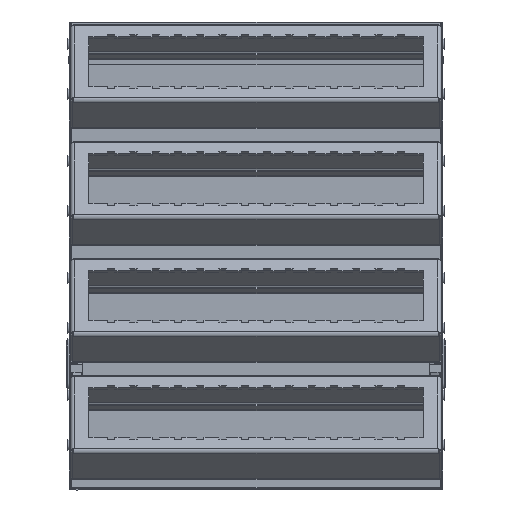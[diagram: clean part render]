
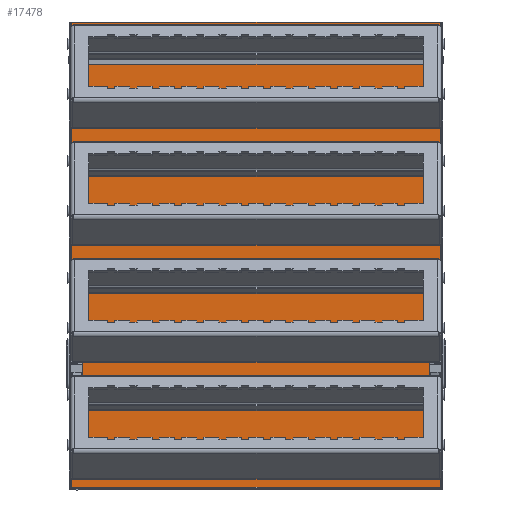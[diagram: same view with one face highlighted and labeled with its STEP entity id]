
A CAD part, front view. The second image highlights one B-rep face of the part: STEP entity #17478.
In plain terms, the highlighted face is planar.
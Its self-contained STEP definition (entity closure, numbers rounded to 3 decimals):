
#470=FACE_BOUND('',#2338,.T.);
#471=FACE_BOUND('',#2339,.T.);
#472=FACE_BOUND('',#2340,.T.);
#473=FACE_BOUND('',#2341,.T.);
#546=PLANE('',#18710);
#1358=FACE_OUTER_BOUND('',#2337,.T.);
#2337=EDGE_LOOP('',(#12595,#12596,#12597,#12598));
#2338=EDGE_LOOP('',(#12599));
#2339=EDGE_LOOP('',(#12600));
#2340=EDGE_LOOP('',(#12601));
#2341=EDGE_LOOP('',(#12602));
#3385=LINE('',#24903,#5635);
#3396=LINE('',#25061,#5646);
#3397=LINE('',#25063,#5647);
#3398=LINE('',#25064,#5648);
#5635=VECTOR('',#20177,10.);
#5646=VECTOR('',#20206,10.);
#5647=VECTOR('',#20207,10.);
#5648=VECTOR('',#20208,10.);
#7812=CIRCLE('',#18661,4.);
#7814=CIRCLE('',#18664,4.);
#7816=CIRCLE('',#18667,2.25);
#7818=CIRCLE('',#18670,2.25);
#8109=VERTEX_POINT('',#24673);
#8111=VERTEX_POINT('',#24679);
#8113=VERTEX_POINT('',#24685);
#8115=VERTEX_POINT('',#24691);
#8124=VERTEX_POINT('',#24894);
#8125=VERTEX_POINT('',#24902);
#8133=VERTEX_POINT('',#25060);
#8134=VERTEX_POINT('',#25062);
#9790=EDGE_CURVE('',#8109,#8109,#7812,.T.);
#9793=EDGE_CURVE('',#8111,#8111,#7814,.T.);
#9796=EDGE_CURVE('',#8113,#8113,#7816,.T.);
#9799=EDGE_CURVE('',#8115,#8115,#7818,.T.);
#9843=EDGE_CURVE('',#8124,#8125,#3385,.T.);
#9860=EDGE_CURVE('',#8124,#8133,#3396,.T.);
#9861=EDGE_CURVE('',#8134,#8133,#3397,.T.);
#9862=EDGE_CURVE('',#8134,#8125,#3398,.T.);
#12595=ORIENTED_EDGE('',*,*,#9843,.F.);
#12596=ORIENTED_EDGE('',*,*,#9860,.T.);
#12597=ORIENTED_EDGE('',*,*,#9861,.F.);
#12598=ORIENTED_EDGE('',*,*,#9862,.T.);
#12599=ORIENTED_EDGE('',*,*,#9790,.T.);
#12600=ORIENTED_EDGE('',*,*,#9793,.T.);
#12601=ORIENTED_EDGE('',*,*,#9796,.T.);
#12602=ORIENTED_EDGE('',*,*,#9799,.T.);
#17478=ADVANCED_FACE('',(#1358,#470,#471,#472,#473),#546,.T.);
#18661=AXIS2_PLACEMENT_3D('',#24675,#20055,#20056);
#18664=AXIS2_PLACEMENT_3D('',#24681,#20062,#20063);
#18667=AXIS2_PLACEMENT_3D('',#24687,#20069,#20070);
#18670=AXIS2_PLACEMENT_3D('',#24693,#20076,#20077);
#18710=AXIS2_PLACEMENT_3D('',#25059,#20204,#20205);
#20055=DIRECTION('center_axis',(0.,0.,
-1.));
#20056=DIRECTION('ref_axis',(-1.,0.,0.));
#20062=DIRECTION('center_axis',(0.,0.,
-1.));
#20063=DIRECTION('ref_axis',(-1.,0.,0.));
#20069=DIRECTION('center_axis',(0.,0.,
-1.));
#20070=DIRECTION('ref_axis',(-1.,0.,0.));
#20076=DIRECTION('center_axis',(0.,0.,
-1.));
#20077=DIRECTION('ref_axis',(-1.,0.,0.));
#20177=DIRECTION('',(-1.,0.,0.));
#20204=DIRECTION('center_axis',(0.,0.,
1.));
#20205=DIRECTION('ref_axis',(1.,0.,0.));
#20206=DIRECTION('',(0.,1.,0.));
#20207=DIRECTION('',(1.,0.,0.));
#20208=DIRECTION('',(0.,-1.,0.));
#24673=CARTESIAN_POINT('',(-155.75,250.,1.5));
#24675=CARTESIAN_POINT('Origin',(-159.75,250.,1.5));
#24679=CARTESIAN_POINT('',(163.75,250.,1.5));
#24681=CARTESIAN_POINT('Origin',(159.75,250.,1.5));
#24685=CARTESIAN_POINT('',(-97.75,220.,1.5));
#24687=CARTESIAN_POINT('Origin',(-100.,220.,1.5));
#24691=CARTESIAN_POINT('',(102.25,220.,1.5));
#24693=CARTESIAN_POINT('Origin',(100.,220.,1.5));
#24894=CARTESIAN_POINT('',(206.75,-259.5,1.5));
#24902=CARTESIAN_POINT('',(-206.75,-259.5,1.5));
#24903=CARTESIAN_POINT('',(194.35,-259.5,1.5));
#25059=CARTESIAN_POINT('Origin',(194.3,-259.45,1.5));
#25060=CARTESIAN_POINT('',(206.75,262.5,1.5));
#25061=CARTESIAN_POINT('',(206.75,131.25,1.5));
#25062=CARTESIAN_POINT('',(-206.75,262.5,1.5));
#25063=CARTESIAN_POINT('',(-209.75,262.5,1.5));
#25064=CARTESIAN_POINT('',(-206.75,-131.25,1.5));
